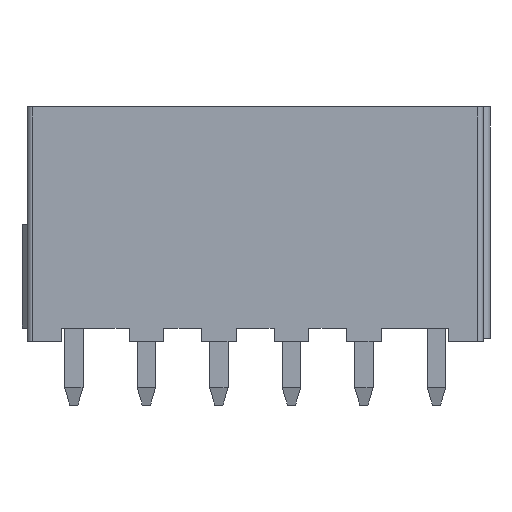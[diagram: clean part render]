
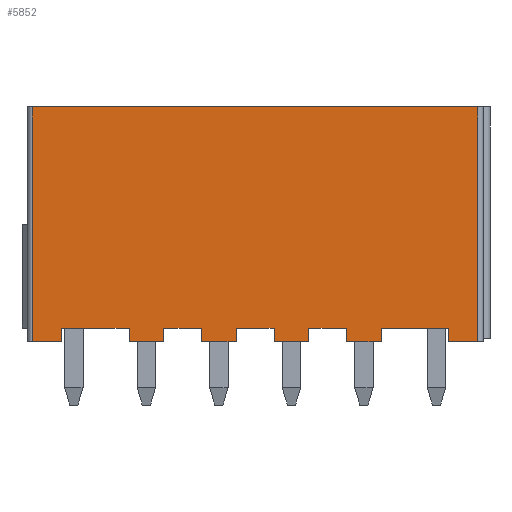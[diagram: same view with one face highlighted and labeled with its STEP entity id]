
A CAD part, front view. The second image highlights one B-rep face of the part: STEP entity #5852.
In plain terms, the highlighted planar face has unit normal (0, -1, 0).
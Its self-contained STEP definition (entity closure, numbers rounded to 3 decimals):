
#115=DIRECTION('',(1.,0.,0.));
#116=VECTOR('',#115,25.8);
#117=CARTESIAN_POINT('',(-12.9,-4.8,0.));
#118=LINE('',#117,#116);
#610=DIRECTION('',(1.,0.,0.));
#611=VECTOR('',#610,3.9);
#612=CARTESIAN_POINT('',(-11.2,-4.8,-12.8));
#613=LINE('',#612,#611);
#646=DIRECTION('',(1.,0.,0.));
#647=VECTOR('',#646,3.9);
#648=CARTESIAN_POINT('',(7.3,-4.8,-12.8));
#649=LINE('',#648,#647);
#970=DIRECTION('',(1.,0.,0.));
#971=VECTOR('',#970,2.);
#972=CARTESIAN_POINT('',(5.3,-4.8,-13.6));
#973=LINE('',#972,#971);
#994=DIRECTION('',(1.,0.,0.));
#995=VECTOR('',#994,2.);
#996=CARTESIAN_POINT('',(1.1,-4.8,-13.6));
#997=LINE('',#996,#995);
#1018=DIRECTION('',(1.,0.,0.));
#1019=VECTOR('',#1018,2.);
#1020=CARTESIAN_POINT('',(-3.1,-4.8,-13.6));
#1021=LINE('',#1020,#1019);
#1042=DIRECTION('',(1.,0.,0.));
#1043=VECTOR('',#1042,2.);
#1044=CARTESIAN_POINT('',(-7.3,-4.8,-13.6));
#1045=LINE('',#1044,#1043);
#1066=DIRECTION('',(1.,0.,0.));
#1067=VECTOR('',#1066,1.7);
#1068=CARTESIAN_POINT('',(11.2,-4.8,-13.6));
#1069=LINE('',#1068,#1067);
#1109=DIRECTION('',(1.,0.,0.));
#1110=VECTOR('',#1109,1.7);
#1111=CARTESIAN_POINT('',(-12.9,-4.8,-13.6));
#1112=LINE('',#1111,#1110);
#1214=DIRECTION('',(0.,0.,1.));
#1215=VECTOR('',#1214,0.8);
#1216=CARTESIAN_POINT('',(7.3,-4.8,-13.6));
#1217=LINE('',#1216,#1215);
#1218=DIRECTION('',(0.,0.,1.));
#1219=VECTOR('',#1218,0.8);
#1220=CARTESIAN_POINT('',(5.3,-4.8,-13.6));
#1221=LINE('',#1220,#1219);
#1222=DIRECTION('',(1.,0.,0.));
#1223=VECTOR('',#1222,2.2);
#1224=CARTESIAN_POINT('',(3.1,-4.8,-12.8));
#1225=LINE('',#1224,#1223);
#1226=DIRECTION('',(0.,0.,1.));
#1227=VECTOR('',#1226,0.8);
#1228=CARTESIAN_POINT('',(3.1,-4.8,-13.6));
#1229=LINE('',#1228,#1227);
#1230=DIRECTION('',(0.,0.,1.));
#1231=VECTOR('',#1230,0.8);
#1232=CARTESIAN_POINT('',(1.1,-4.8,-13.6));
#1233=LINE('',#1232,#1231);
#1234=DIRECTION('',(1.,0.,0.));
#1235=VECTOR('',#1234,2.2);
#1236=CARTESIAN_POINT('',(-1.1,-4.8,-12.8));
#1237=LINE('',#1236,#1235);
#1238=DIRECTION('',(0.,0.,1.));
#1239=VECTOR('',#1238,0.8);
#1240=CARTESIAN_POINT('',(-1.1,-4.8,-13.6));
#1241=LINE('',#1240,#1239);
#1242=DIRECTION('',(0.,0.,1.));
#1243=VECTOR('',#1242,0.8);
#1244=CARTESIAN_POINT('',(-3.1,-4.8,-13.6));
#1245=LINE('',#1244,#1243);
#1246=DIRECTION('',(1.,0.,0.));
#1247=VECTOR('',#1246,2.2);
#1248=CARTESIAN_POINT('',(-5.3,-4.8,-12.8));
#1249=LINE('',#1248,#1247);
#1250=DIRECTION('',(0.,0.,1.));
#1251=VECTOR('',#1250,0.8);
#1252=CARTESIAN_POINT('',(-5.3,-4.8,-13.6));
#1253=LINE('',#1252,#1251);
#1254=DIRECTION('',(0.,0.,1.));
#1255=VECTOR('',#1254,0.8);
#1256=CARTESIAN_POINT('',(-7.3,-4.8,-13.6));
#1257=LINE('',#1256,#1255);
#1258=DIRECTION('',(0.,0.,1.));
#1259=VECTOR('',#1258,0.8);
#1260=CARTESIAN_POINT('',(-11.2,-4.8,-13.6));
#1261=LINE('',#1260,#1259);
#1262=DIRECTION('',(0.,0.,-1.));
#1263=VECTOR('',#1262,13.6);
#1264=CARTESIAN_POINT('',(-12.9,-4.8,0.));
#1265=LINE('',#1264,#1263);
#1266=DIRECTION('',(0.,0.,1.));
#1267=VECTOR('',#1266,0.8);
#1268=CARTESIAN_POINT('',(11.2,-4.8,-13.6));
#1269=LINE('',#1268,#1267);
#1491=DIRECTION('',(0.,0.,-1.));
#1492=VECTOR('',#1491,13.6);
#1493=CARTESIAN_POINT('',(12.9,-4.8,0.));
#1494=LINE('',#1493,#1492);
#3453=CARTESIAN_POINT('',(-12.9,-4.8,0.));
#3454=VERTEX_POINT('',#3453);
#3455=CARTESIAN_POINT('',(12.9,-4.8,0.));
#3456=VERTEX_POINT('',#3455);
#3468=CARTESIAN_POINT('',(-12.9,-4.8,-13.6));
#3470=VERTEX_POINT('',#3468);
#3471=CARTESIAN_POINT('',(12.9,-4.8,-13.6));
#3473=VERTEX_POINT('',#3471);
#3559=CARTESIAN_POINT('',(11.2,-4.8,-13.6));
#3561=VERTEX_POINT('',#3559);
#3567=CARTESIAN_POINT('',(11.2,-4.8,-12.8));
#3568=VERTEX_POINT('',#3567);
#3887=CARTESIAN_POINT('',(7.3,-4.8,-13.6));
#3889=VERTEX_POINT('',#3887);
#3895=CARTESIAN_POINT('',(7.3,-4.8,-12.8));
#3896=VERTEX_POINT('',#3895);
#3903=CARTESIAN_POINT('',(3.1,-4.8,-13.6));
#3905=VERTEX_POINT('',#3903);
#3911=CARTESIAN_POINT('',(5.3,-4.8,-13.6));
#3913=VERTEX_POINT('',#3911);
#3919=CARTESIAN_POINT('',(3.1,-4.8,-12.8));
#3920=VERTEX_POINT('',#3919);
#3921=CARTESIAN_POINT('',(5.3,-4.8,-12.8));
#3922=VERTEX_POINT('',#3921);
#3935=CARTESIAN_POINT('',(-1.1,-4.8,-13.6));
#3937=VERTEX_POINT('',#3935);
#3943=CARTESIAN_POINT('',(1.1,-4.8,-13.6));
#3945=VERTEX_POINT('',#3943);
#3951=CARTESIAN_POINT('',(-1.1,-4.8,-12.8));
#3952=VERTEX_POINT('',#3951);
#3953=CARTESIAN_POINT('',(1.1,-4.8,-12.8));
#3954=VERTEX_POINT('',#3953);
#3967=CARTESIAN_POINT('',(-5.3,-4.8,-13.6));
#3969=VERTEX_POINT('',#3967);
#3975=CARTESIAN_POINT('',(-3.1,-4.8,-13.6));
#3977=VERTEX_POINT('',#3975);
#3983=CARTESIAN_POINT('',(-5.3,-4.8,-12.8));
#3984=VERTEX_POINT('',#3983);
#3985=CARTESIAN_POINT('',(-3.1,-4.8,-12.8));
#3986=VERTEX_POINT('',#3985);
#3999=CARTESIAN_POINT('',(-7.3,-4.8,-13.6));
#4001=VERTEX_POINT('',#3999);
#4007=CARTESIAN_POINT('',(-7.3,-4.8,-12.8));
#4008=VERTEX_POINT('',#4007);
#4015=CARTESIAN_POINT('',(-11.2,-4.8,-13.6));
#4017=VERTEX_POINT('',#4015);
#4023=CARTESIAN_POINT('',(-11.2,-4.8,-12.8));
#4024=VERTEX_POINT('',#4023);
#5812=CARTESIAN_POINT('',(-12.9,-4.8,0.));
#5813=DIRECTION('',(0.,-1.,0.));
#5814=DIRECTION('',(1.,0.,0.));
#5815=AXIS2_PLACEMENT_3D('',#5812,#5813,#5814);
#5816=PLANE('',#5815);
#5817=ORIENTED_EDGE('',*,*,#5229,.F.);
#5818=ORIENTED_EDGE('',*,*,#5792,.F.);
#5819=ORIENTED_EDGE('',*,*,#5484,.F.);
#5820=ORIENTED_EDGE('',*,*,#5678,.T.);
#5821=ORIENTED_EDGE('',*,*,#5221,.F.);
#5823=ORIENTED_EDGE('',*,*,#5822,.F.);
#5824=ORIENTED_EDGE('',*,*,#5515,.F.);
#5826=ORIENTED_EDGE('',*,*,#5825,.T.);
#5827=ORIENTED_EDGE('',*,*,#5213,.F.);
#5829=ORIENTED_EDGE('',*,*,#5828,.F.);
#5830=ORIENTED_EDGE('',*,*,#5546,.F.);
#5832=ORIENTED_EDGE('',*,*,#5831,.T.);
#5833=ORIENTED_EDGE('',*,*,#5205,.F.);
#5835=ORIENTED_EDGE('',*,*,#5834,.F.);
#5836=ORIENTED_EDGE('',*,*,#5577,.F.);
#5838=ORIENTED_EDGE('',*,*,#5837,.T.);
#5839=ORIENTED_EDGE('',*,*,#5197,.F.);
#5841=ORIENTED_EDGE('',*,*,#5840,.F.);
#5842=ORIENTED_EDGE('',*,*,#5647,.F.);
#5844=ORIENTED_EDGE('',*,*,#5843,.F.);
#5845=ORIENTED_EDGE('',*,*,#4540,.T.);
#5847=ORIENTED_EDGE('',*,*,#5846,.T.);
#5848=ORIENTED_EDGE('',*,*,#5607,.F.);
#5849=ORIENTED_EDGE('',*,*,#5458,.T.);
#5850=EDGE_LOOP('',(#5817,#5818,#5819,#5820,#5821,#5823,#5824,#5826,#5827,#5829,
#5830,#5832,#5833,#5835,#5836,#5838,#5839,#5841,#5842,#5844,#5845,#5847,#5848,
#5849));
#5851=FACE_OUTER_BOUND('',#5850,.F.);
#5852=ADVANCED_FACE('',(#5851),#5816,.T.);
#4540=EDGE_CURVE('',#3454,#3456,#118,.T.);
#5197=EDGE_CURVE('',#4024,#4008,#613,.T.);
#5205=EDGE_CURVE('',#3984,#3986,#1249,.T.);
#5213=EDGE_CURVE('',#3952,#3954,#1237,.T.);
#5221=EDGE_CURVE('',#3920,#3922,#1225,.T.);
#5229=EDGE_CURVE('',#3896,#3568,#649,.T.);
#5458=EDGE_CURVE('',#3561,#3568,#1269,.T.);
#5484=EDGE_CURVE('',#3913,#3889,#973,.T.);
#5515=EDGE_CURVE('',#3945,#3905,#997,.T.);
#5546=EDGE_CURVE('',#3977,#3937,#1021,.T.);
#5577=EDGE_CURVE('',#4001,#3969,#1045,.T.);
#5607=EDGE_CURVE('',#3561,#3473,#1069,.T.);
#5647=EDGE_CURVE('',#3470,#4017,#1112,.T.);
#5678=EDGE_CURVE('',#3913,#3922,#1221,.T.);
#5792=EDGE_CURVE('',#3889,#3896,#1217,.T.);
#5822=EDGE_CURVE('',#3905,#3920,#1229,.T.);
#5825=EDGE_CURVE('',#3945,#3954,#1233,.T.);
#5828=EDGE_CURVE('',#3937,#3952,#1241,.T.);
#5831=EDGE_CURVE('',#3977,#3986,#1245,.T.);
#5834=EDGE_CURVE('',#3969,#3984,#1253,.T.);
#5837=EDGE_CURVE('',#4001,#4008,#1257,.T.);
#5840=EDGE_CURVE('',#4017,#4024,#1261,.T.);
#5843=EDGE_CURVE('',#3454,#3470,#1265,.T.);
#5846=EDGE_CURVE('',#3456,#3473,#1494,.T.);
